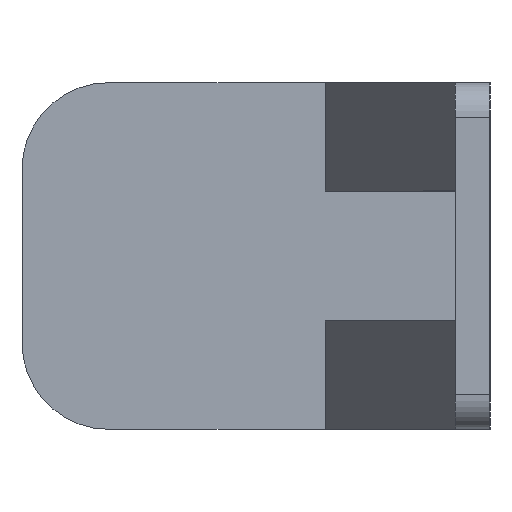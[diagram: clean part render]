
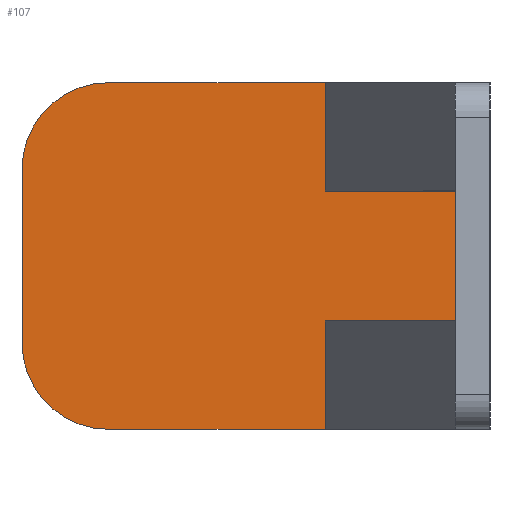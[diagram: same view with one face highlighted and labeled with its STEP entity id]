
A CAD part, left-side view. The second image highlights one B-rep face of the part: STEP entity #107.
In plain terms, the highlighted planar face has unit normal (-1, 0, 0).
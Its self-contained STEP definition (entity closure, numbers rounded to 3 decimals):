
#2 = DIRECTION ( 'NONE',  ( -1., 0., 0. ) ) ;
#4 = CARTESIAN_POINT ( 'NONE',  ( -5., -4., -7.5 ) ) ;
#28 = ORIENTED_EDGE ( 'NONE', *, *, #1542, .T. ) ;
#62 = CARTESIAN_POINT ( 'NONE',  ( -5., 15., 20. ) ) ;
#101 = ORIENTED_EDGE ( 'NONE', *, *, #726, .F. ) ;
#107 = ADVANCED_FACE ( 'NONE', ( #1167 ), #1709, .F. ) ;
#114 = CARTESIAN_POINT ( 'NONE',  ( -5., 15., 20. ) ) ;
#115 = CIRCLE ( 'NONE', #343, 10. ) ;
#130 = CARTESIAN_POINT ( 'NONE',  ( -5., 50., -10. ) ) ;
#138 = ORIENTED_EDGE ( 'NONE', *, *, #1170, .F. ) ;
#142 = DIRECTION ( 'NONE',  ( 0., 1., 0. ) ) ;
#148 = LINE ( 'NONE', #681, #1048 ) ;
#149 = VERTEX_POINT ( 'NONE', #114 ) ;
#160 = CARTESIAN_POINT ( 'NONE',  ( -5., 40., -20. ) ) ;
#166 = VERTEX_POINT ( 'NONE', #787 ) ;
#174 = DIRECTION ( 'NONE',  ( 0., 0., 1. ) ) ;
#187 = VERTEX_POINT ( 'NONE', #1354 ) ;
#189 = VECTOR ( 'NONE', #1705, 1000. ) ;
#190 = CARTESIAN_POINT ( 'NONE',  ( -5., 15., -20. ) ) ;
#233 = VECTOR ( 'NONE', #1051, 1000. ) ;
#258 = EDGE_CURVE ( 'NONE', #187, #166, #797, .T. ) ;
#261 = DIRECTION ( 'NONE',  ( 0., 1., 0. ) ) ;
#280 = VECTOR ( 'NONE', #1377, 1000. ) ;
#286 = CARTESIAN_POINT ( 'NONE',  ( -5., 15., -7.5 ) ) ;
#295 = ORIENTED_EDGE ( 'NONE', *, *, #1075, .F. ) ;
#321 = VECTOR ( 'NONE', #1667, 1000. ) ;
#343 = AXIS2_PLACEMENT_3D ( 'NONE', #1197, #2, #543 ) ;
#543 = DIRECTION ( 'NONE',  ( 0., 0., -1. ) ) ;
#553 = LINE ( 'NONE', #935, #1232 ) ;
#631 = VERTEX_POINT ( 'NONE', #130 ) ;
#653 = DIRECTION ( 'NONE',  ( 0., 0., -1. ) ) ;
#680 = ORIENTED_EDGE ( 'NONE', *, *, #1668, .F. ) ;
#681 = CARTESIAN_POINT ( 'NONE',  ( -5., 50., -20. ) ) ;
#690 = CARTESIAN_POINT ( 'NONE',  ( -5., -4., 7.5 ) ) ;
#698 = ORIENTED_EDGE ( 'NONE', *, *, #978, .F. ) ;
#701 = LINE ( 'NONE', #62, #280 ) ;
#726 = EDGE_CURVE ( 'NONE', #631, #1383, #148, .T. ) ;
#774 = LINE ( 'NONE', #1556, #189 ) ;
#787 = CARTESIAN_POINT ( 'NONE',  ( -5., 15., 7.5 ) ) ;
#797 = LINE ( 'NONE', #690, #1276 ) ;
#816 = LINE ( 'NONE', #4, #898 ) ;
#830 = LINE ( 'NONE', #989, #321 ) ;
#882 = EDGE_CURVE ( 'NONE', #1697, #1228, #774, .T. ) ;
#894 = ORIENTED_EDGE ( 'NONE', *, *, #258, .T. ) ;
#898 = VECTOR ( 'NONE', #1626, 1000. ) ;
#918 = CIRCLE ( 'NONE', #1373, 10. ) ;
#935 = CARTESIAN_POINT ( 'NONE',  ( -5., -4., -7.5 ) ) ;
#939 = VERTEX_POINT ( 'NONE', #1416 ) ;
#978 = EDGE_CURVE ( 'NONE', #1281, #1068, #553, .T. ) ;
#989 = CARTESIAN_POINT ( 'NONE',  ( -5., 15., 20. ) ) ;
#1048 = VECTOR ( 'NONE', #174, 1000. ) ;
#1051 = DIRECTION ( 'NONE',  ( 0., -1., 0. ) ) ;
#1065 = EDGE_CURVE ( 'NONE', #939, #149, #1722, .T. ) ;
#1067 = CARTESIAN_POINT ( 'NONE',  ( -5., 40., -10. ) ) ;
#1068 = VERTEX_POINT ( 'NONE', #286 ) ;
#1075 = EDGE_CURVE ( 'NONE', #187, #1281, #816, .T. ) ;
#1110 = ORIENTED_EDGE ( 'NONE', *, *, #1065, .F. ) ;
#1117 = ORIENTED_EDGE ( 'NONE', *, *, #1534, .T. ) ;
#1162 = CARTESIAN_POINT ( 'NONE',  ( -5., -4., -7.5 ) ) ;
#1167 = FACE_OUTER_BOUND ( 'NONE', #1721, .T. ) ;
#1170 = EDGE_CURVE ( 'NONE', #149, #166, #830, .T. ) ;
#1173 = AXIS2_PLACEMENT_3D ( 'NONE', #1693, #1427, #1286 ) ;
#1197 = CARTESIAN_POINT ( 'NONE',  ( -5., 40., 10. ) ) ;
#1199 = CARTESIAN_POINT ( 'NONE',  ( -5., 50., 20. ) ) ;
#1228 = VERTEX_POINT ( 'NONE', #190 ) ;
#1232 = VECTOR ( 'NONE', #261, 1000. ) ;
#1266 = ORIENTED_EDGE ( 'NONE', *, *, #882, .T. ) ;
#1270 = CARTESIAN_POINT ( 'NONE',  ( -5., 50., 10. ) ) ;
#1276 = VECTOR ( 'NONE', #142, 1000. ) ;
#1281 = VERTEX_POINT ( 'NONE', #1162 ) ;
#1286 = DIRECTION ( 'NONE',  ( 0., 0., -1. ) ) ;
#1354 = CARTESIAN_POINT ( 'NONE',  ( -5., -4., 7.5 ) ) ;
#1373 = AXIS2_PLACEMENT_3D ( 'NONE', #1067, #1472, #653 ) ;
#1377 = DIRECTION ( 'NONE',  ( 0., 0., -1. ) ) ;
#1383 = VERTEX_POINT ( 'NONE', #1270 ) ;
#1416 = CARTESIAN_POINT ( 'NONE',  ( -5., 40., 20. ) ) ;
#1427 = DIRECTION ( 'NONE',  ( 1., 0., 0. ) ) ;
#1472 = DIRECTION ( 'NONE',  ( -1., 0., 0. ) ) ;
#1534 = EDGE_CURVE ( 'NONE', #939, #1383, #115, .T. ) ;
#1542 = EDGE_CURVE ( 'NONE', #631, #1697, #918, .T. ) ;
#1556 = CARTESIAN_POINT ( 'NONE',  ( -5., 50., -20. ) ) ;
#1626 = DIRECTION ( 'NONE',  ( 0., 0., -1. ) ) ;
#1667 = DIRECTION ( 'NONE',  ( 0., 0., -1. ) ) ;
#1668 = EDGE_CURVE ( 'NONE', #1068, #1228, #701, .T. ) ;
#1693 = CARTESIAN_POINT ( 'NONE',  ( -5., 50., -20. ) ) ;
#1697 = VERTEX_POINT ( 'NONE', #160 ) ;
#1705 = DIRECTION ( 'NONE',  ( 0., -1., 0. ) ) ;
#1709 = PLANE ( 'NONE',  #1173 ) ;
#1721 = EDGE_LOOP ( 'NONE', ( #1110, #1117, #101, #28, #1266, #680, #698, #295, #894, #138 ) ) ;
#1722 = LINE ( 'NONE', #1199, #233 ) ;
